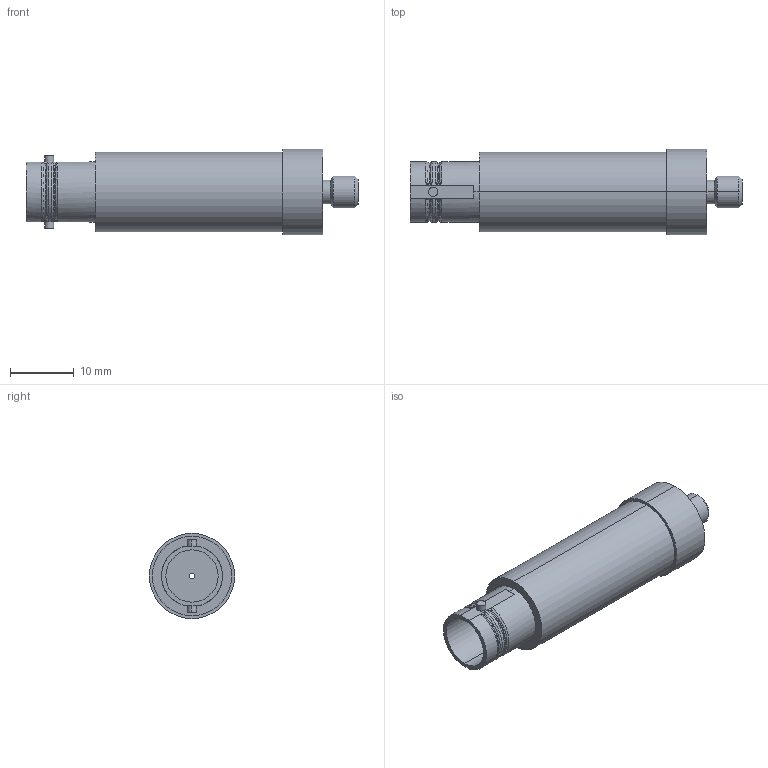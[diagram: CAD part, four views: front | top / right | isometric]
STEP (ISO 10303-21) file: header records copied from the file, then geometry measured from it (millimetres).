
FILE_DESCRIPTION (( 'STEP AP214' ), '1' );
FILE_NAME ('243-MDOT-BNC.STEP', '2015-08-07T09:27:11', ( '' ), ( '' ), 'SwSTEP 2.0', 'SolidWorks 2014', '' );
FILE_SCHEMA (( 'AUTOMOTIVE_DESIGN' ));
Length unit declared in the file: millimetre
Products named in the file (1): 243-MDOT-BNC
Bounding box: 52.15 x 13.37 x 13.37 mm (x, y, z)
Volume: 4651.8 mm3; surface area: 2688.3 mm2
Topology: 1 solids, 1 shells, 112 faces, 264 edges, 155 vertices
Faces by surface type: bspline 34, cylinder 30, plane 25, torus 16, cone 7
Entity records: 3683 total; most frequent: CARTESIAN_POINT 1328, ORIENTED_EDGE 504, DIRECTION 453, EDGE_CURVE 252, AXIS2_PLACEMENT_3D 196, VERTEX_POINT 155, EDGE_LOOP 127, CIRCLE 117
